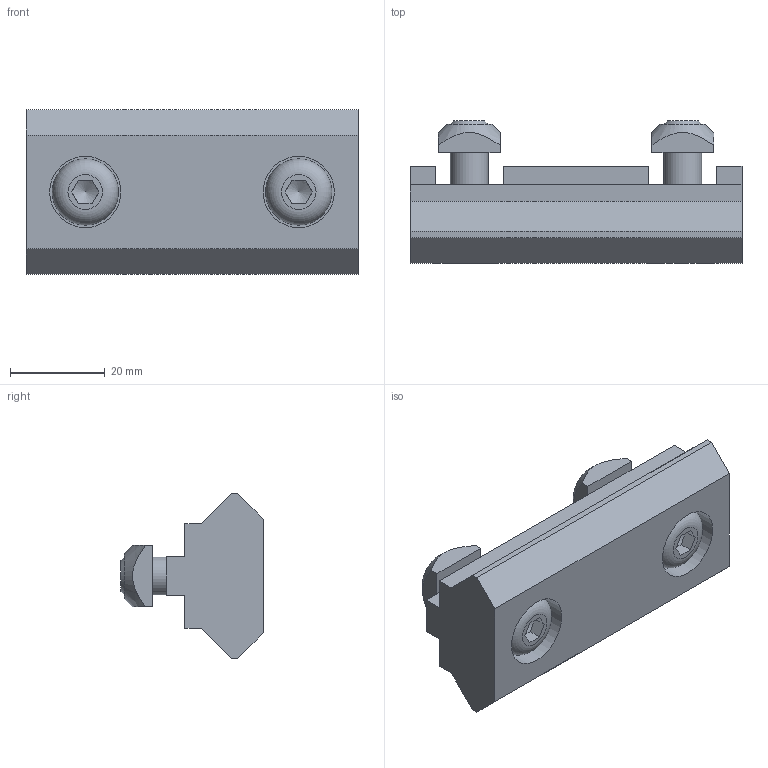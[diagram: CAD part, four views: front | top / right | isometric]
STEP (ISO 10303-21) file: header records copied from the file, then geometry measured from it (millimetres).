
FILE_DESCRIPTION(/* description */ (''),/* implementation_level */ '2;1');
FILE_NAME(/* name */ '703507.stp',/* time_stamp */ '2014-03-24T13:12:11+01:00',/* author */ ('jank'),/* organization */ ('Alutec K&K'),/* preprocessor_version */ 'ST-DEVELOPER v15.2',/* originating_system */ 'Autodesk Inventor 2014',/* authorisation */ '');
FILE_SCHEMA (('AUTOMOTIVE_DESIGN { 1 0 10303 214 3 1 1 }'));
Length unit declared in the file: millimetre
Products named in the file (1): 703507
Bounding box: 70 x 30 x 34.7 mm (x, y, z)
Volume: 35211.8 mm3; surface area: 14064 mm2
Topology: 9 solids, 9 shells, 106 faces, 246 edges, 162 vertices
Faces by surface type: plane 68, cylinder 20, torus 12, cone 6
Full cylindrical faces by diameter (mm): 6.647 x2, 8 x2, 8.4 x2, 10 x2, 14 x2, 15 x2, 16 x2, 16.5 x2
Entity records: 2936 total; most frequent: CARTESIAN_POINT 585, DIRECTION 468, ORIENTED_EDGE 424, EDGE_CURVE 212, AXIS2_PLACEMENT_3D 177, VERTEX_POINT 154, EDGE_LOOP 148, LINE 114
